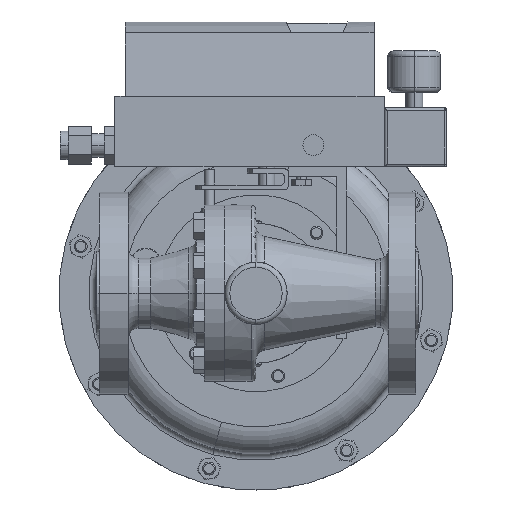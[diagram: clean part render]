
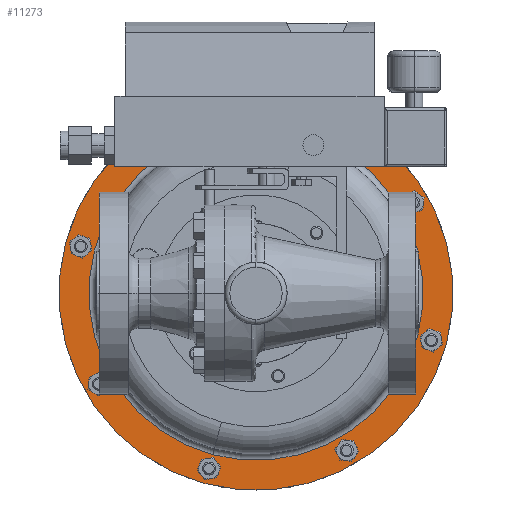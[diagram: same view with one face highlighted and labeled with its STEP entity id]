
A CAD part, front view. The second image highlights one B-rep face of the part: STEP entity #11273.
In plain terms, the highlighted planar face has unit normal (0, -1, 0).
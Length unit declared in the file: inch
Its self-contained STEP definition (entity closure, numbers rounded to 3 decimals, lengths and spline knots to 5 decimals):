
#713 = EDGE_LOOP ( 'NONE', ( #18775, #24869 ) ) ;
#1086 = ORIENTED_EDGE ( 'NONE', *, *, #23048, .F. ) ;
#1229 = CARTESIAN_POINT ( 'NONE',  ( 0.61311, 10.7203, 4.0434 ) ) ;
#1904 = CARTESIAN_POINT ( 'NONE',  ( 0.61311, 10.7203, 4.0434 ) ) ;
#2763 = AXIS2_PLACEMENT_3D ( 'NONE', #1229, #18484, #3720 ) ;
#2819 = CIRCLE ( 'NONE', #19302, 4.75 ) ;
#2903 = FACE_OUTER_BOUND ( 'NONE', #15121, .T. ) ;
#3720 = DIRECTION ( 'NONE',  ( -0.259, 0., -0.966 ) ) ;
#3729 = CARTESIAN_POINT ( 'NONE',  ( -0.61628, 10.7203, -0.54475 ) ) ;
#4370 = DIRECTION ( 'NONE',  ( -0.259, 0., -0.966 ) ) ;
#4785 = CARTESIAN_POINT ( 'NONE',  ( -3.97504, 10.7203, 5.27279 ) ) ;
#5147 = AXIS2_PLACEMENT_3D ( 'NONE', #1904, #19127, #4370 ) ;
#8724 = FACE_BOUND ( 'NONE', #713, .T. ) ;
#9348 = DIRECTION ( 'NONE',  ( 0., 1., 0. ) ) ;
#10266 = VERTEX_POINT ( 'NONE', #25571 ) ;
#11014 = DIRECTION ( 'NONE',  ( 0., 1., 0. ) ) ;
#11251 = CARTESIAN_POINT ( 'NONE',  ( -0.42967, 10.7203, 0.15168 ) ) ;
#11273 = ADVANCED_FACE ( 'NONE', ( #8724, #2903 ), #26927, .T. ) ;
#12314 = DIRECTION ( 'NONE',  ( 0., -1., 0. ) ) ;
#13093 = CIRCLE ( 'NONE', #5147, 4.75 ) ;
#13185 = AXIS2_PLACEMENT_3D ( 'NONE', #25660, #11014, #28054 ) ;
#15121 = EDGE_LOOP ( 'NONE', ( #1086, #17350 ) ) ;
#16086 = VERTEX_POINT ( 'NONE', #3729 ) ;
#17350 = ORIENTED_EDGE ( 'NONE', *, *, #21995, .F. ) ;
#18484 = DIRECTION ( 'NONE',  ( 0., 1., 0. ) ) ;
#18775 = ORIENTED_EDGE ( 'NONE', *, *, #28700, .T. ) ;
#19127 = DIRECTION ( 'NONE',  ( 0., 1., 0. ) ) ;
#19302 = AXIS2_PLACEMENT_3D ( 'NONE', #23992, #9348, #26404 ) ;
#19993 = CIRCLE ( 'NONE', #13185, 4.029 ) ;
#21419 = AXIS2_PLACEMENT_3D ( 'NONE', #4785, #12314, #29336 ) ;
#21911 = VERTEX_POINT ( 'NONE', #11251 ) ;
#21995 = EDGE_CURVE ( 'NONE', #23563, #16086, #2819, .T. ) ;
#23048 = EDGE_CURVE ( 'NONE', #16086, #23563, #13093, .T. ) ;
#23563 = VERTEX_POINT ( 'NONE', #28392 ) ;
#23970 = EDGE_CURVE ( 'NONE', #10266, #21911, #19993, .T. ) ;
#23992 = CARTESIAN_POINT ( 'NONE',  ( 0.61311, 10.7203, 4.0434 ) ) ;
#24324 = CIRCLE ( 'NONE', #2763, 4.029 ) ;
#24869 = ORIENTED_EDGE ( 'NONE', *, *, #23970, .T. ) ;
#25571 = CARTESIAN_POINT ( 'NONE',  ( 1.65589, 10.7203, 7.93511 ) ) ;
#25660 = CARTESIAN_POINT ( 'NONE',  ( 0.61311, 10.7203, 4.0434 ) ) ;
#26404 = DIRECTION ( 'NONE',  ( -0.259, 0., -0.966 ) ) ;
#26927 = PLANE ( 'NONE',  #21419 ) ;
#28054 = DIRECTION ( 'NONE',  ( -0.259, 0., -0.966 ) ) ;
#28392 = CARTESIAN_POINT ( 'NONE',  ( 1.8425, 10.7203, 8.63155 ) ) ;
#28700 = EDGE_CURVE ( 'NONE', #21911, #10266, #24324, .T. ) ;
#29336 = DIRECTION ( 'NONE',  ( 0.259, 0., 0.966 ) ) ;
